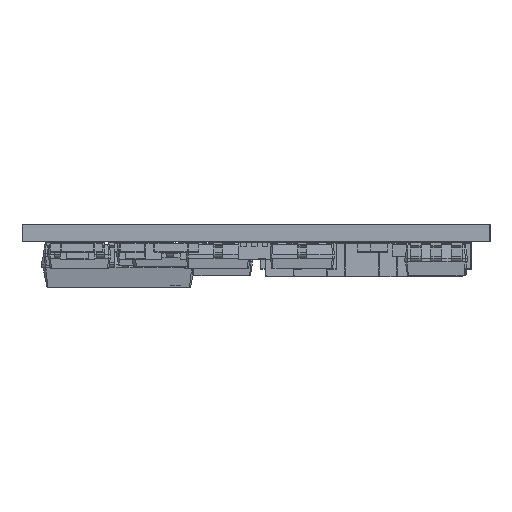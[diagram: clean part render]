
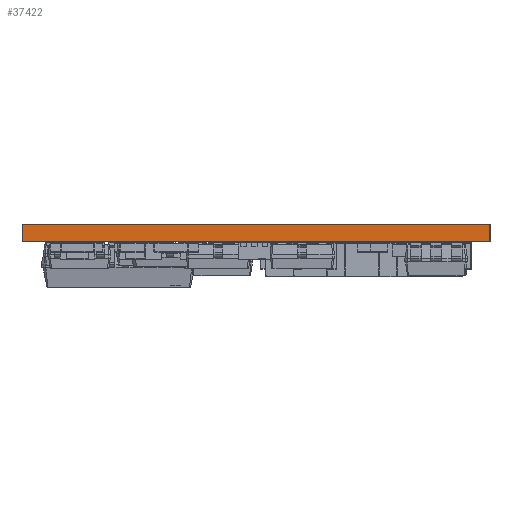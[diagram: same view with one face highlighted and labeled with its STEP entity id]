
A CAD part, left-side view. The second image highlights one B-rep face of the part: STEP entity #37422.
In plain terms, the highlighted planar face has unit normal (-1, 0, 0).
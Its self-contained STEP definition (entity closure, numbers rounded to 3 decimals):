
#37366 = VERTEX_POINT('',#37367);
#37367 = CARTESIAN_POINT('',(71.132,-111.4,0.8));
#37373 = EDGE_CURVE('',#37374,#37366,#37376,.T.);
#37374 = VERTEX_POINT('',#37375);
#37375 = CARTESIAN_POINT('',(71.132,-111.4,0.));
#37376 = LINE('',#37377,#37378);
#37377 = CARTESIAN_POINT('',(71.132,-111.4,0.));
#37378 = VECTOR('',#37379,1.);
#37379 = DIRECTION('',(0.,0.,1.));
#37422 = ADVANCED_FACE('',(#37423),#37448,.T.);
#37423 = FACE_BOUND('',#37424,.T.);
#37424 = EDGE_LOOP('',(#37425,#37426,#37434,#37442));
#37425 = ORIENTED_EDGE('',*,*,#37373,.T.);
#37426 = ORIENTED_EDGE('',*,*,#37427,.T.);
#37427 = EDGE_CURVE('',#37366,#37428,#37430,.T.);
#37428 = VERTEX_POINT('',#37429);
#37429 = CARTESIAN_POINT('',(71.132,-89.654,0.8));
#37430 = LINE('',#37431,#37432);
#37431 = CARTESIAN_POINT('',(71.132,-111.4,0.8));
#37432 = VECTOR('',#37433,1.);
#37433 = DIRECTION('',(0.,1.,0.));
#37434 = ORIENTED_EDGE('',*,*,#37435,.F.);
#37435 = EDGE_CURVE('',#37436,#37428,#37438,.T.);
#37436 = VERTEX_POINT('',#37437);
#37437 = CARTESIAN_POINT('',(71.132,-89.654,0.));
#37438 = LINE('',#37439,#37440);
#37439 = CARTESIAN_POINT('',(71.132,-89.654,0.));
#37440 = VECTOR('',#37441,1.);
#37441 = DIRECTION('',(0.,0.,1.));
#37442 = ORIENTED_EDGE('',*,*,#37443,.F.);
#37443 = EDGE_CURVE('',#37374,#37436,#37444,.T.);
#37444 = LINE('',#37445,#37446);
#37445 = CARTESIAN_POINT('',(71.132,-111.4,0.));
#37446 = VECTOR('',#37447,1.);
#37447 = DIRECTION('',(0.,1.,0.));
#37448 = PLANE('',#37449);
#37449 = AXIS2_PLACEMENT_3D('',#37450,#37451,#37452);
#37450 = CARTESIAN_POINT('',(71.132,-111.4,0.));
#37451 = DIRECTION('',(-1.,0.,0.));
#37452 = DIRECTION('',(0.,1.,0.));
